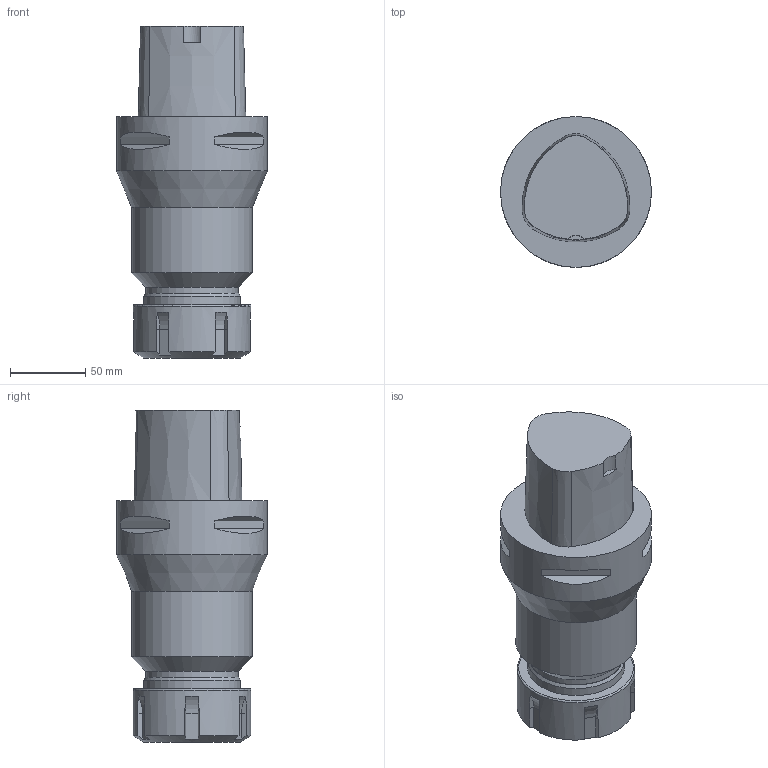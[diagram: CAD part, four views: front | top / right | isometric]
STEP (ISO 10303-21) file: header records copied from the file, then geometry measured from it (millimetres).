
FILE_DESCRIPTION(/* description */ (''),/* implementation_level */ '2;1');
FILE_NAME(/* name */ '1493026444118.stp',/* time_stamp */ '2017-04-24T11:34:07+02:00',/* author */ (''),/* organization */ ('SMS'),/* preprocessor_version */ 'ST-DEVELOPER v15',/* originating_system */ 'SIEMENS PLM Software NX 8.5',/* authorisation */ '');
FILE_SCHEMA (('AUTOMOTIVE_DESIGN { 1 0 10303 214 3 1 1 1 }'));
Length unit declared in the file: millimetre
Products named in the file (1): C10-391.14-50160-636200815934082260-1
Bounding box: 100 x 100 x 220 mm (x, y, z)
Volume: 1109497.9 mm3; surface area: 71447.8 mm2
Topology: 1 solids, 1 shells, 71 faces, 169 edges, 110 vertices
Faces by surface type: plane 36, cone 22, cylinder 12, torus 1
Full cylindrical faces by diameter (mm): 61 x1, 64 x1, 78 x1, 80 x1, 100 x1
Entity records: 2080 total; most frequent: CARTESIAN_POINT 453, DIRECTION 324, ORIENTED_EDGE 312, EDGE_CURVE 156, AXIS2_PLACEMENT_3D 130, VERTEX_POINT 104, EDGE_LOOP 88, ADVANCED_FACE 71
